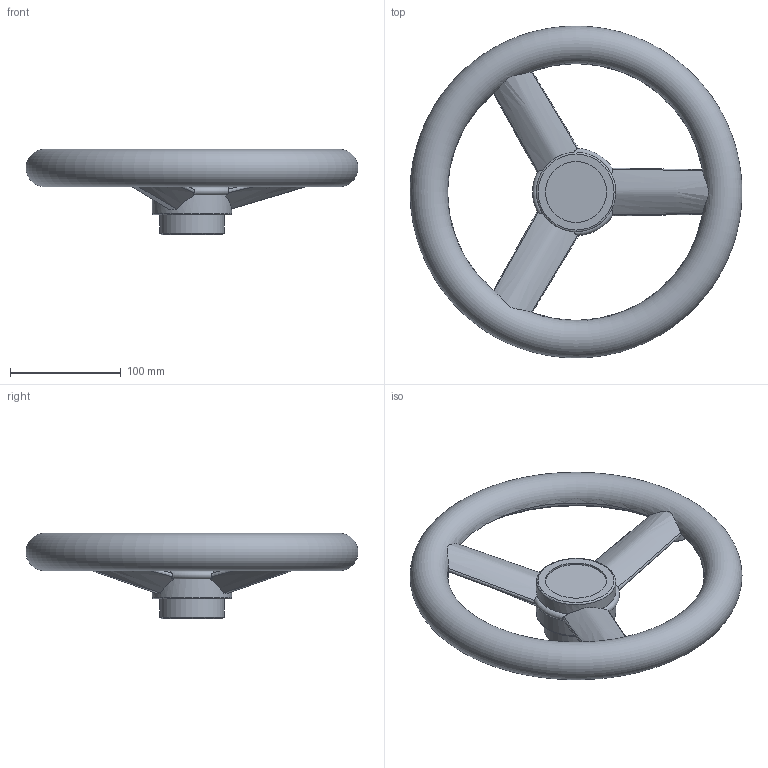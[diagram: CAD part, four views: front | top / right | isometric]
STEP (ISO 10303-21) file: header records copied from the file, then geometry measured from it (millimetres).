
FILE_DESCRIPTION( ( 'Unknown' ), '1' );
FILE_NAME( '6101035_VR300.stp', 'Unknown', ( 'Unknown' ), ( 'Unknown' ), 'PSStep 10.0', 'Unknown', ' ' );
FILE_SCHEMA( ( 'automotive_design' ) );
Length unit declared in the file: millimetre
Products named in the file (1): 6101035
Bounding box: 299.95 x 300 x 77.25 mm (x, y, z)
Volume: 960000.9 mm3; surface area: 139083.2 mm2
Topology: 1 solids, 1 shells, 49 faces, 147 edges, 96 vertices
Faces by surface type: bspline 15, plane 13, cylinder 10, torus 8, cone 3
Full cylindrical faces by diameter (mm): 8 x1, 55 x1, 58 x1, 71.7 x2
Entity records: 3603 total; most frequent: CARTESIAN_POINT 2115, ORIENTED_EDGE 260, DIRECTION 160, EDGE_CURVE 130, VERTEX_POINT 91, B_SPLINE_CURVE_WITH_KNOTS 78, AXIS2_PLACEMENT_3D 73, EDGE_LOOP 62
